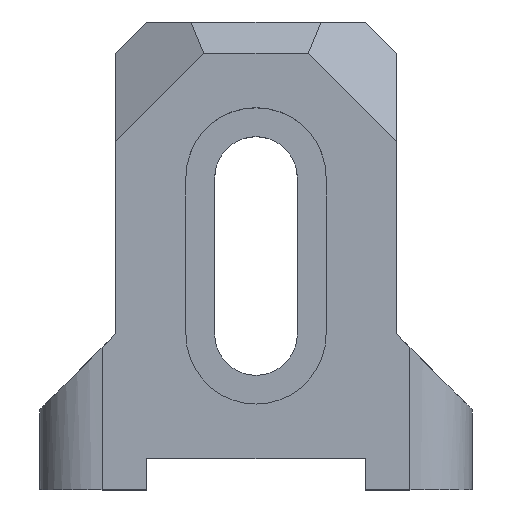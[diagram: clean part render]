
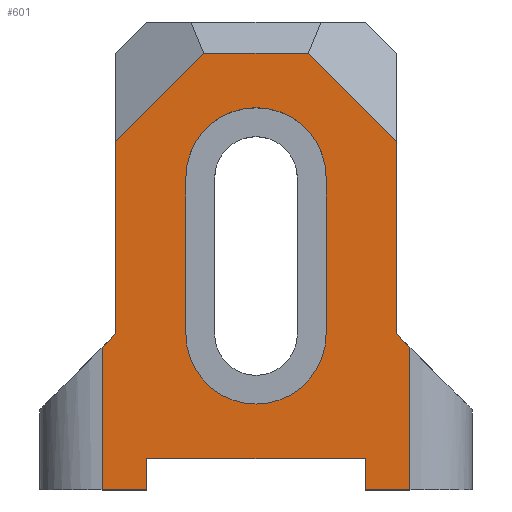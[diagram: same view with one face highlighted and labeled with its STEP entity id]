
A CAD part, top view. The second image highlights one B-rep face of the part: STEP entity #601.
In plain terms, the highlighted planar face has unit normal (0, 0, 1).
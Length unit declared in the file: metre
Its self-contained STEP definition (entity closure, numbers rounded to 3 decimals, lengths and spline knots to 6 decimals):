
#34=LINE('',#866,#101);
#52=LINE('',#908,#119);
#56=LINE('',#916,#123);
#68=LINE('',#944,#135);
#69=LINE('',#946,#136);
#70=LINE('',#948,#137);
#71=LINE('',#949,#138);
#72=LINE('',#951,#139);
#73=LINE('',#952,#140);
#74=LINE('',#954,#141);
#75=LINE('',#956,#142);
#76=LINE('',#958,#143);
#77=LINE('',#960,#144);
#78=LINE('',#962,#145);
#79=LINE('',#963,#146);
#80=LINE('',#968,#147);
#101=VECTOR('',#696,1.);
#119=VECTOR('',#724,1.);
#123=VECTOR('',#730,1.);
#135=VECTOR('',#756,1.);
#136=VECTOR('',#757,1.);
#137=VECTOR('',#758,1.);
#138=VECTOR('',#759,1.);
#139=VECTOR('',#760,1.);
#140=VECTOR('',#761,1.);
#141=VECTOR('',#762,1.);
#142=VECTOR('',#763,1.);
#143=VECTOR('',#764,1.);
#144=VECTOR('',#765,1.);
#145=VECTOR('',#766,1.);
#146=VECTOR('',#767,1.);
#147=VECTOR('',#770,1.);
#219=ORIENTED_EDGE('',*,*,#378,.T.);
#220=ORIENTED_EDGE('',*,*,#379,.T.);
#221=ORIENTED_EDGE('',*,*,#380,.T.);
#222=ORIENTED_EDGE('',*,*,#364,.F.);
#223=ORIENTED_EDGE('',*,*,#381,.T.);
#224=ORIENTED_EDGE('',*,*,#382,.T.);
#225=ORIENTED_EDGE('',*,*,#339,.F.);
#226=ORIENTED_EDGE('',*,*,#383,.T.);
#227=ORIENTED_EDGE('',*,*,#384,.T.);
#228=ORIENTED_EDGE('',*,*,#385,.F.);
#229=ORIENTED_EDGE('',*,*,#386,.F.);
#230=ORIENTED_EDGE('',*,*,#387,.F.);
#231=ORIENTED_EDGE('',*,*,#388,.T.);
#232=ORIENTED_EDGE('',*,*,#360,.T.);
#233=ORIENTED_EDGE('',*,*,#389,.T.);
#234=ORIENTED_EDGE('',*,*,#390,.T.);
#235=ORIENTED_EDGE('',*,*,#391,.F.);
#236=ORIENTED_EDGE('',*,*,#392,.T.);
#339=EDGE_CURVE('',#424,#425,#34,.T.);
#360=EDGE_CURVE('',#444,#443,#52,.T.);
#364=EDGE_CURVE('',#447,#448,#56,.T.);
#378=EDGE_CURVE('',#443,#456,#68,.T.);
#379=EDGE_CURVE('',#456,#457,#69,.T.);
#380=EDGE_CURVE('',#457,#448,#70,.T.);
#381=EDGE_CURVE('',#447,#458,#71,.T.);
#382=EDGE_CURVE('',#458,#425,#72,.T.);
#383=EDGE_CURVE('',#424,#459,#73,.T.);
#384=EDGE_CURVE('',#459,#460,#74,.T.);
#385=EDGE_CURVE('',#461,#460,#75,.T.);
#386=EDGE_CURVE('',#462,#461,#76,.T.);
#387=EDGE_CURVE('',#463,#462,#77,.T.);
#388=EDGE_CURVE('',#463,#444,#78,.F.);
#389=EDGE_CURVE('',#464,#465,#79,.T.);
#390=EDGE_CURVE('',#465,#466,#483,.T.);
#391=EDGE_CURVE('',#467,#466,#80,.T.);
#392=EDGE_CURVE('',#467,#464,#484,.T.);
#424=VERTEX_POINT('',#865);
#425=VERTEX_POINT('',#867);
#443=VERTEX_POINT('',#907);
#444=VERTEX_POINT('',#909);
#447=VERTEX_POINT('',#917);
#448=VERTEX_POINT('',#918);
#456=VERTEX_POINT('',#945);
#457=VERTEX_POINT('',#947);
#458=VERTEX_POINT('',#950);
#459=VERTEX_POINT('',#953);
#460=VERTEX_POINT('',#955);
#461=VERTEX_POINT('',#957);
#462=VERTEX_POINT('',#959);
#463=VERTEX_POINT('',#961);
#464=VERTEX_POINT('',#964);
#465=VERTEX_POINT('',#965);
#466=VERTEX_POINT('',#967);
#467=VERTEX_POINT('',#969);
#483=CIRCLE('',#653,0.0045);
#484=CIRCLE('',#654,0.0045);
#501=EDGE_LOOP('',(#219,#220,#221,#222,#223,#224,#225,#226,#227,#228,#229,
#230,#231,#232));
#502=EDGE_LOOP('',(#233,#234,#235,#236));
#540=FACE_BOUND('',#501,.T.);
#541=FACE_BOUND('',#502,.T.);
#575=PLANE('',#652);
#601=ADVANCED_FACE('',(#540,#541),#575,.T.);
#652=AXIS2_PLACEMENT_3D('',#943,#754,#755);
#653=AXIS2_PLACEMENT_3D('',#966,#768,#769);
#654=AXIS2_PLACEMENT_3D('',#970,#771,#772);
#696=DIRECTION('',(-1.,0.,0.));
#724=DIRECTION('',(0.,1.,0.));
#730=DIRECTION('',(0.,1.,0.));
#754=DIRECTION('',(0.,0.,1.));
#755=DIRECTION('',(1.,0.,0.));
#756=DIRECTION('',(-0.707,0.707,0.));
#757=DIRECTION('',(-1.,0.,0.));
#758=DIRECTION('',(-0.707,-0.707,0.));
#759=DIRECTION('',(-0.707,-0.707,0.));
#760=DIRECTION('',(0.,-1.,0.));
#761=DIRECTION('',(0.,1.,0.));
#762=DIRECTION('',(1.,0.,0.));
#763=DIRECTION('',(0.,1.,0.));
#764=DIRECTION('',(-1.,0.,0.));
#765=DIRECTION('',(0.,-1.,0.));
#766=DIRECTION('',(0.707,-0.707,0.));
#767=DIRECTION('',(0.,1.,0.));
#768=DIRECTION('',(0.,0.,-1.));
#769=DIRECTION('',(1.,0.,0.));
#770=DIRECTION('',(0.,1.,0.));
#771=DIRECTION('',(0.,0.,-1.));
#772=DIRECTION('',(1.,0.,0.));
#865=CARTESIAN_POINT('',(0.013,-0.022,0.038));
#866=CARTESIAN_POINT('',(0.02,-0.022,0.038));
#867=CARTESIAN_POINT('',(0.010125,-0.022,0.038));
#907=CARTESIAN_POINT('',(0.029,0.000343,0.038));
#908=CARTESIAN_POINT('',(0.029,-0.007,0.038));
#909=CARTESIAN_POINT('',(0.029,-0.012,0.038));
#916=CARTESIAN_POINT('',(0.011,-0.007,0.038));
#917=CARTESIAN_POINT('',(0.011,-0.012,0.038));
#918=CARTESIAN_POINT('',(0.011,0.000343,0.038));
#943=CARTESIAN_POINT('',(0.02,-0.007,0.038));
#944=CARTESIAN_POINT('',(0.028172,0.001172,0.038));
#945=CARTESIAN_POINT('',(0.023343,0.006,0.038));
#946=CARTESIAN_POINT('',(0.018657,0.006,0.038));
#947=CARTESIAN_POINT('',(0.016657,0.006,0.038));
#948=CARTESIAN_POINT('',(0.011828,0.001172,0.038));
#949=CARTESIAN_POINT('',(0.011,-0.012,0.038));
#950=CARTESIAN_POINT('',(0.010125,-0.012875,0.038));
#951=CARTESIAN_POINT('',(0.010125,-0.017,0.038));
#952=CARTESIAN_POINT('',(0.013,-0.021,0.038));
#953=CARTESIAN_POINT('',(0.013,-0.02,0.038));
#954=CARTESIAN_POINT('',(0.013,-0.02,0.038));
#955=CARTESIAN_POINT('',(0.027,-0.02,0.038));
#956=CARTESIAN_POINT('',(0.027,-0.021,0.038));
#957=CARTESIAN_POINT('',(0.027,-0.022,0.038));
#958=CARTESIAN_POINT('',(0.02,-0.022,0.038));
#959=CARTESIAN_POINT('',(0.029875,-0.022,0.038));
#960=CARTESIAN_POINT('',(0.029875,-0.017,0.038));
#961=CARTESIAN_POINT('',(0.029875,-0.012875,0.038));
#962=CARTESIAN_POINT('',(0.034,-0.017,0.038));
#963=CARTESIAN_POINT('',(0.0155,-0.007,0.038));
#964=CARTESIAN_POINT('',(0.0155,-0.012,0.038));
#965=CARTESIAN_POINT('',(0.0155,-0.002,0.038));
#966=CARTESIAN_POINT('',(0.02,-0.002,0.038));
#967=CARTESIAN_POINT('',(0.0245,-0.002,0.038));
#968=CARTESIAN_POINT('',(0.0245,-0.007,0.038));
#969=CARTESIAN_POINT('',(0.0245,-0.012,0.038));
#970=CARTESIAN_POINT('',(0.02,-0.012,0.038));
